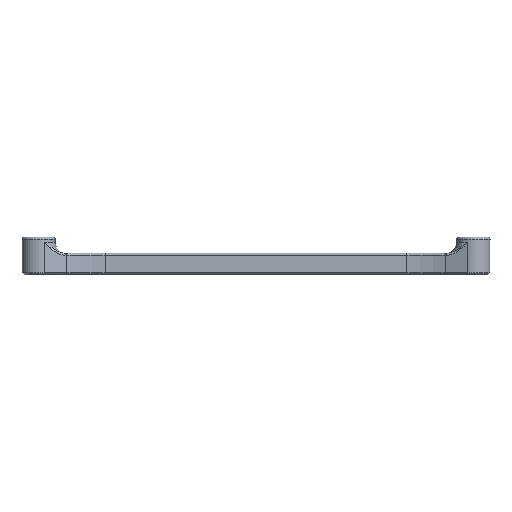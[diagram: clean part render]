
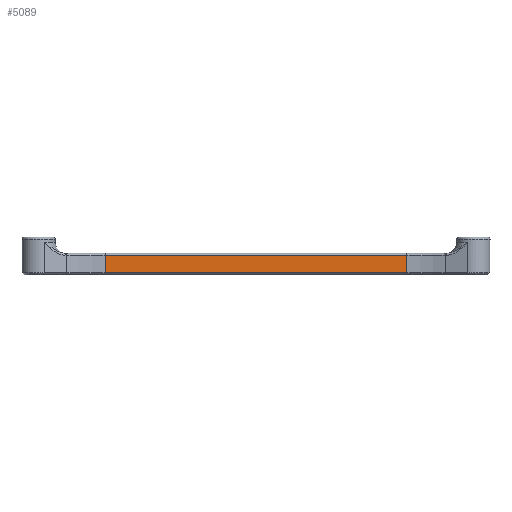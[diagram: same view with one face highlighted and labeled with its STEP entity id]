
A CAD part, left-side view. The second image highlights one B-rep face of the part: STEP entity #5089.
In plain terms, the highlighted planar face has unit normal (-1, 0, 0).
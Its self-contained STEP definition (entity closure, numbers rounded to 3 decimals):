
#368=PLANE('',#5417);
#535=FACE_OUTER_BOUND('',#856,.T.);
#856=EDGE_LOOP('',(#3898,#3899,#3900,#3901));
#1207=LINE('',#7811,#1571);
#1229=LINE('',#7977,#1593);
#1230=LINE('',#8070,#1594);
#1231=LINE('',#8072,#1595);
#1571=VECTOR('',#5940,10.);
#1593=VECTOR('',#6050,10.);
#1594=VECTOR('',#6065,10.);
#1595=VECTOR('',#6068,10.);
#2218=VERTEX_POINT('',#7797);
#2222=VERTEX_POINT('',#7809);
#2246=VERTEX_POINT('',#7916);
#2250=VERTEX_POINT('',#7975);
#2789=EDGE_CURVE('',#2222,#2218,#1207,.T.);
#2840=EDGE_CURVE('',#2246,#2250,#1229,.T.);
#2847=EDGE_CURVE('',#2250,#2222,#1230,.T.);
#2848=EDGE_CURVE('',#2218,#2246,#1231,.T.);
#3898=ORIENTED_EDGE('',*,*,#2789,.F.);
#3899=ORIENTED_EDGE('',*,*,#2847,.F.);
#3900=ORIENTED_EDGE('',*,*,#2840,.F.);
#3901=ORIENTED_EDGE('',*,*,#2848,.F.);
#5089=ADVANCED_FACE('',(#535),#368,.T.);
#5417=AXIS2_PLACEMENT_3D('',#8071,#6066,#6067);
#5940=DIRECTION('',(0.,1.,0.));
#6050=DIRECTION('',(0.,-1.,0.));
#6065=DIRECTION('',(0.,0.,-1.));
#6066=DIRECTION('center_axis',(-1.,0.,0.));
#6067=DIRECTION('ref_axis',(0.,-1.,0.));
#6068=DIRECTION('',(0.,0.,1.));
#7797=CARTESIAN_POINT('',(64.602,66.093,0.4));
#7809=CARTESIAN_POINT('',(64.602,10.379,0.4));
#7811=CARTESIAN_POINT('',(64.602,53.986,0.4));
#7916=CARTESIAN_POINT('',(64.602,66.093,3.6));
#7975=CARTESIAN_POINT('',(64.602,10.379,3.6));
#7977=CARTESIAN_POINT('',(64.602,53.986,3.6));
#8070=CARTESIAN_POINT('',(64.602,10.379,0.));
#8071=CARTESIAN_POINT('Origin',(64.602,69.736,0.));
#8072=CARTESIAN_POINT('',(64.602,66.093,0.));
